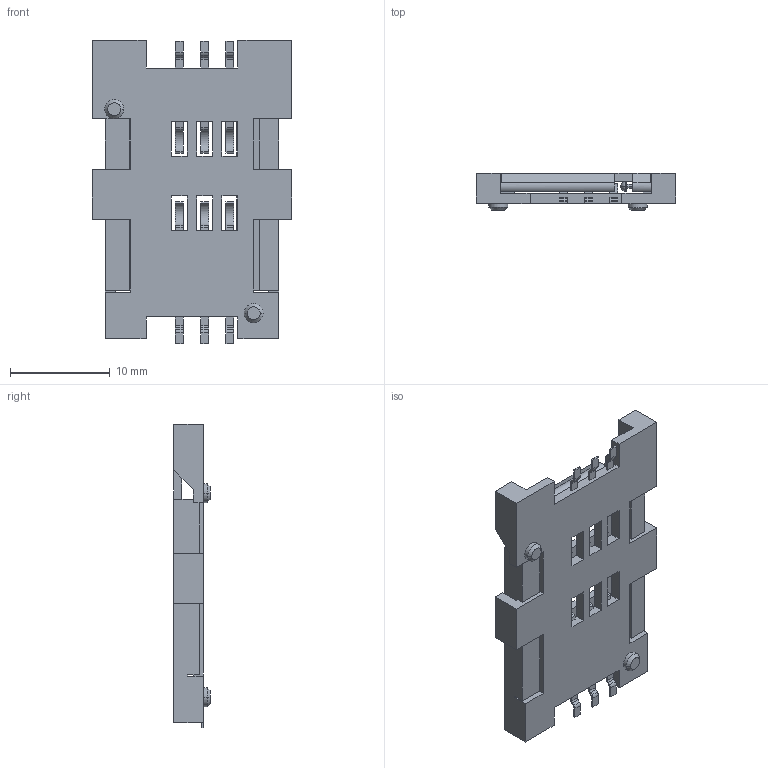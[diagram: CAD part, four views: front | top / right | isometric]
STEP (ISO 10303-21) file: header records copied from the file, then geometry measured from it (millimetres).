
FILE_DESCRIPTION((''),'2;1');
FILE_NAME('7312S0815X29LFC','2010-02-04T',('KaBabu'),('FCI - ELX Division'),'PRO/ENGINEER BY PARAMETRIC TECHNOLOGY CORPORATION, 2008010','PRO/ENGINEER BY PARAMETRIC TECHNOLOGY CORPORATION, 2008010','');
FILE_SCHEMA(('CONFIG_CONTROL_DESIGN'));
Length unit declared in the file: millimetre
Products named in the file (1): 7312S0815X29LFC
Bounding box: 20 x 3.7 x 30.51 mm (x, y, z)
Volume: 863.8 mm3; surface area: 2151.7 mm2
Topology: 1 solids, 1 shells, 335 faces, 838 edges, 506 vertices
Faces by surface type: plane 269, cylinder 60, cone 4, sphere 2
Entity records: 9789 total; most frequent: CARTESIAN_POINT 1678, ORIENTED_EDGE 1672, DIRECTION 1637, EDGE_CURVE 836, VECTOR 707, LINE 707, VERTEX_POINT 506, AXIS2_PLACEMENT_3D 465
